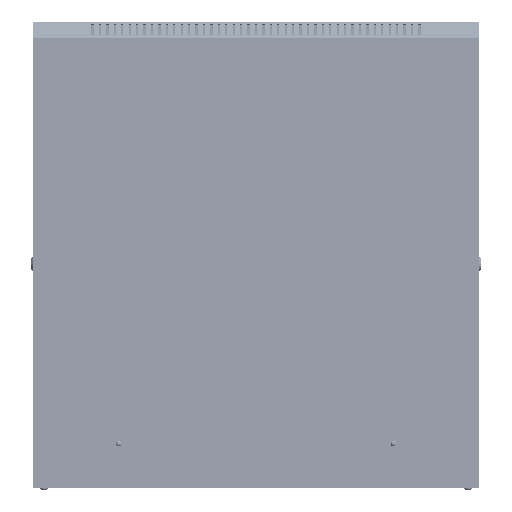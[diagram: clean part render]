
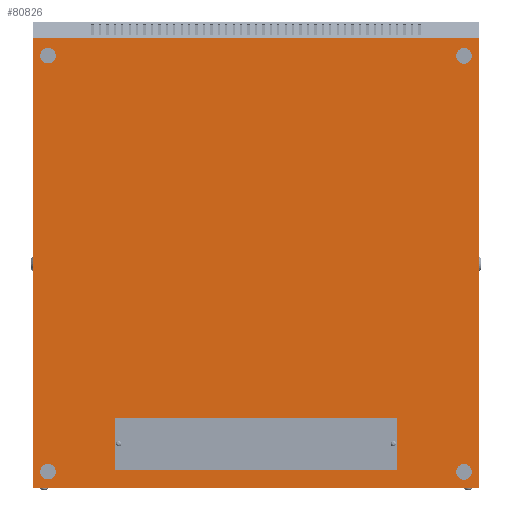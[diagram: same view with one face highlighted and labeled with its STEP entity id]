
A CAD part, front view. The second image highlights one B-rep face of the part: STEP entity #80826.
In plain terms, the highlighted planar face has unit normal (0, -1, 0).
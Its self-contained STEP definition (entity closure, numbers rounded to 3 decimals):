
#90 = ORIENTED_EDGE ( 'NONE', *, *, #54923, .T. ) ;
#231 = CARTESIAN_POINT ( 'NONE',  ( -190., 0., 95. ) ) ;
#3657 = LINE ( 'NONE', #85255, #132354 ) ;
#5966 = ORIENTED_EDGE ( 'NONE', *, *, #60142, .F. ) ;
#6873 = CIRCLE ( 'NONE', #120568, 3.25 ) ;
#8262 = DIRECTION ( 'NONE',  ( 0., 0., -1. ) ) ;
#9802 = VECTOR ( 'NONE', #163909, 1000. ) ;
#10357 = EDGE_LOOP ( 'NONE', ( #90, #93751 ) ) ;
#11709 = DIRECTION ( 'NONE',  ( 0., 0., -1. ) ) ;
#11758 = FACE_BOUND ( 'NONE', #10357, .T. ) ;
#14757 = DIRECTION ( 'NONE',  ( 0., 0., 1. ) ) ;
#15965 = CARTESIAN_POINT ( 'NONE',  ( 280., 0., 21.9 ) ) ;
#16091 = EDGE_LOOP ( 'NONE', ( #139236, #196678, #48847, #5966 ) ) ;
#17013 = CARTESIAN_POINT ( 'NONE',  ( 280., 0., 21.9 ) ) ;
#17985 = ORIENTED_EDGE ( 'NONE', *, *, #121065, .T. ) ;
#18690 = AXIS2_PLACEMENT_3D ( 'NONE', #163975, #179963, #84006 ) ;
#20200 = DIRECTION ( 'NONE',  ( 0., 1., 0. ) ) ;
#20608 = ORIENTED_EDGE ( 'NONE', *, *, #56755, .F. ) ;
#26063 = AXIS2_PLACEMENT_3D ( 'NONE', #206960, #111368, #14757 ) ;
#26300 = CIRCLE ( 'NONE', #129473, 3.25 ) ;
#28910 = LINE ( 'NONE', #43545, #194614 ) ;
#28967 = CARTESIAN_POINT ( 'NONE',  ( -280., 0., 578.65 ) ) ;
#30237 = ORIENTED_EDGE ( 'NONE', *, *, #54314, .T. ) ;
#30794 = ORIENTED_EDGE ( 'NONE', *, *, #57343, .F. ) ;
#32227 = DIRECTION ( 'NONE',  ( 0., 0., 1. ) ) ;
#33262 = DIRECTION ( 'NONE',  ( 0., 0., 1. ) ) ;
#34456 = CIRCLE ( 'NONE', #132808, 3.25 ) ;
#34835 = VECTOR ( 'NONE', #8262, 1000. ) ;
#37582 = VERTEX_POINT ( 'NONE', #110906 ) ;
#38178 = VERTEX_POINT ( 'NONE', #45880 ) ;
#40102 = ORIENTED_EDGE ( 'NONE', *, *, #159625, .T. ) ;
#41635 = LINE ( 'NONE', #50940, #74402 ) ;
#42709 = LINE ( 'NONE', #148584, #80564 ) ;
#43545 = CARTESIAN_POINT ( 'NONE',  ( -190., 0., 95. ) ) ;
#44671 = FACE_BOUND ( 'NONE', #16091, .T. ) ;
#45880 = CARTESIAN_POINT ( 'NONE',  ( 280., 0., 25.15 ) ) ;
#46544 = VERTEX_POINT ( 'NONE', #183105 ) ;
#48766 = VERTEX_POINT ( 'NONE', #78761 ) ;
#48847 = ORIENTED_EDGE ( 'NONE', *, *, #59842, .F. ) ;
#49740 = FACE_BOUND ( 'NONE', #180013, .T. ) ;
#49827 = DIRECTION ( 'NONE',  ( 0., 1., 0. ) ) ;
#50940 = CARTESIAN_POINT ( 'NONE',  ( 300., 0., 0. ) ) ;
#52165 = EDGE_CURVE ( 'NONE', #85586, #37582, #136488, .T. ) ;
#53968 = EDGE_CURVE ( 'NONE', #65730, #198420, #77827, .T. ) ;
#54314 = EDGE_CURVE ( 'NONE', #75869, #113627, #6873, .T. ) ;
#54923 = EDGE_CURVE ( 'NONE', #38178, #76068, #185197, .T. ) ;
#56755 = EDGE_CURVE ( 'NONE', #46544, #206131, #41635, .T. ) ;
#57343 = EDGE_CURVE ( 'NONE', #140234, #46544, #3657, .T. ) ;
#57640 = EDGE_CURVE ( 'NONE', #164854, #120358, #28910, .T. ) ;
#57812 = AXIS2_PLACEMENT_3D ( 'NONE', #177170, #81191, #193190 ) ;
#57906 = LINE ( 'NONE', #195263, #9802 ) ;
#59522 = EDGE_CURVE ( 'NONE', #48766, #164854, #158708, .T. ) ;
#59541 = CARTESIAN_POINT ( 'NONE',  ( -280., 0., 585.15 ) ) ;
#59842 = EDGE_CURVE ( 'NONE', #110481, #48766, #65577, .T. ) ;
#60142 = EDGE_CURVE ( 'NONE', #120358, #110481, #42709, .T. ) ;
#65577 = LINE ( 'NONE', #91976, #178456 ) ;
#65677 = CARTESIAN_POINT ( 'NONE',  ( 280., 0., 581.9 ) ) ;
#65730 = VERTEX_POINT ( 'NONE', #59541 ) ;
#67801 = PLANE ( 'NONE',  #18690 ) ;
#68558 = DIRECTION ( 'NONE',  ( 1., 0., 0. ) ) ;
#69582 = AXIS2_PLACEMENT_3D ( 'NONE', #73804, #185932, #90030 ) ;
#73804 = CARTESIAN_POINT ( 'NONE',  ( -280., 0., 581.9 ) ) ;
#74402 = VECTOR ( 'NONE', #131131, 1000. ) ;
#75869 = VERTEX_POINT ( 'NONE', #174745 ) ;
#76068 = VERTEX_POINT ( 'NONE', #84262 ) ;
#76670 = CARTESIAN_POINT ( 'NONE',  ( 300., 0., 606.5 ) ) ;
#77827 = CIRCLE ( 'NONE', #192723, 3.25 ) ;
#78761 = CARTESIAN_POINT ( 'NONE',  ( 190., 0., 95. ) ) ;
#80564 = VECTOR ( 'NONE', #68558, 1000. ) ;
#80826 = ADVANCED_FACE ( 'NONE', ( #49740, #135324, #130287, #11758, #87578, #44671 ), #67801, .F. ) ;
#81191 = DIRECTION ( 'NONE',  ( 0., 1., 0. ) ) ;
#81864 = DIRECTION ( 'NONE',  ( 0., 0., 1. ) ) ;
#82770 = VERTEX_POINT ( 'NONE', #194283 ) ;
#82852 = LINE ( 'NONE', #121123, #34835 ) ;
#84006 = DIRECTION ( 'NONE',  ( 0., 0., 1. ) ) ;
#84262 = CARTESIAN_POINT ( 'NONE',  ( 280., 0., 18.65 ) ) ;
#85255 = CARTESIAN_POINT ( 'NONE',  ( 300., 0., 606.5 ) ) ;
#85586 = VERTEX_POINT ( 'NONE', #108508 ) ;
#87578 = FACE_OUTER_BOUND ( 'NONE', #98520, .T. ) ;
#88263 = CIRCLE ( 'NONE', #57812, 3.25 ) ;
#90030 = DIRECTION ( 'NONE',  ( 0., 0., 1. ) ) ;
#91976 = CARTESIAN_POINT ( 'NONE',  ( 190., 0., 95. ) ) ;
#93751 = ORIENTED_EDGE ( 'NONE', *, *, #181359, .T. ) ;
#98520 = EDGE_LOOP ( 'NONE', ( #17985, #20608, #30794, #131622 ) ) ;
#105873 = CARTESIAN_POINT ( 'NONE',  ( 280., 0., 578.65 ) ) ;
#108508 = CARTESIAN_POINT ( 'NONE',  ( -280., 0., 25.15 ) ) ;
#110481 = VERTEX_POINT ( 'NONE', #187788 ) ;
#110906 = CARTESIAN_POINT ( 'NONE',  ( -280., 0., 18.65 ) ) ;
#111368 = DIRECTION ( 'NONE',  ( 0., 1., 0. ) ) ;
#111787 = EDGE_LOOP ( 'NONE', ( #30237, #146222 ) ) ;
#113627 = VERTEX_POINT ( 'NONE', #105873 ) ;
#116814 = CARTESIAN_POINT ( 'NONE',  ( -280., 0., 581.9 ) ) ;
#120358 = VERTEX_POINT ( 'NONE', #149363 ) ;
#120568 = AXIS2_PLACEMENT_3D ( 'NONE', #146032, #49827, #162179 ) ;
#121065 = EDGE_CURVE ( 'NONE', #82770, #206131, #82852, .T. ) ;
#121123 = CARTESIAN_POINT ( 'NONE',  ( -300., 0., 606.5 ) ) ;
#122083 = EDGE_LOOP ( 'NONE', ( #135850, #185925 ) ) ;
#124613 = CIRCLE ( 'NONE', #69582, 3.25 ) ;
#128715 = DIRECTION ( 'NONE',  ( 0., 1., 0. ) ) ;
#129473 = AXIS2_PLACEMENT_3D ( 'NONE', #65677, #177876, #81864 ) ;
#129768 = DIRECTION ( 'NONE',  ( 0., 1., 0. ) ) ;
#130287 = FACE_BOUND ( 'NONE', #111787, .T. ) ;
#131131 = DIRECTION ( 'NONE',  ( -1., 0., 0. ) ) ;
#131622 = ORIENTED_EDGE ( 'NONE', *, *, #159708, .T. ) ;
#132354 = VECTOR ( 'NONE', #181203, 1000. ) ;
#132808 = AXIS2_PLACEMENT_3D ( 'NONE', #15965, #128715, #32227 ) ;
#132922 = DIRECTION ( 'NONE',  ( 0., 0., 1. ) ) ;
#135324 = FACE_BOUND ( 'NONE', #122083, .T. ) ;
#135850 = ORIENTED_EDGE ( 'NONE', *, *, #53968, .T. ) ;
#136488 = CIRCLE ( 'NONE', #26063, 3.25 ) ;
#137483 = CARTESIAN_POINT ( 'NONE',  ( -190., 0., 95. ) ) ;
#139236 = ORIENTED_EDGE ( 'NONE', *, *, #57640, .F. ) ;
#140234 = VERTEX_POINT ( 'NONE', #76670 ) ;
#146032 = CARTESIAN_POINT ( 'NONE',  ( 280., 0., 581.9 ) ) ;
#146222 = ORIENTED_EDGE ( 'NONE', *, *, #176404, .T. ) ;
#148584 = CARTESIAN_POINT ( 'NONE',  ( -190., 0., 25. ) ) ;
#149363 = CARTESIAN_POINT ( 'NONE',  ( -190., 0., 25. ) ) ;
#156516 = DIRECTION ( 'NONE',  ( 0., 0., 1. ) ) ;
#158708 = LINE ( 'NONE', #231, #200980 ) ;
#159625 = EDGE_CURVE ( 'NONE', #37582, #85586, #88263, .T. ) ;
#159708 = EDGE_CURVE ( 'NONE', #140234, #82770, #57906, .T. ) ;
#160801 = DIRECTION ( 'NONE',  ( -1., 0., 0. ) ) ;
#162179 = DIRECTION ( 'NONE',  ( 0., 0., 1. ) ) ;
#163909 = DIRECTION ( 'NONE',  ( -1., 0., 0. ) ) ;
#163975 = CARTESIAN_POINT ( 'NONE',  ( 300., 0., 606.5 ) ) ;
#164854 = VERTEX_POINT ( 'NONE', #137483 ) ;
#166073 = EDGE_CURVE ( 'NONE', #198420, #65730, #124613, .T. ) ;
#174745 = CARTESIAN_POINT ( 'NONE',  ( 280., 0., 585.15 ) ) ;
#176404 = EDGE_CURVE ( 'NONE', #113627, #75869, #26300, .T. ) ;
#177170 = CARTESIAN_POINT ( 'NONE',  ( -280., 0., 21.9 ) ) ;
#177876 = DIRECTION ( 'NONE',  ( 0., 1., 0. ) ) ;
#178456 = VECTOR ( 'NONE', #156516, 1000. ) ;
#179963 = DIRECTION ( 'NONE',  ( 0., 1., 0. ) ) ;
#180013 = EDGE_LOOP ( 'NONE', ( #195700, #40102 ) ) ;
#181203 = DIRECTION ( 'NONE',  ( 0., 0., -1. ) ) ;
#181359 = EDGE_CURVE ( 'NONE', #76068, #38178, #34456, .T. ) ;
#183105 = CARTESIAN_POINT ( 'NONE',  ( 300., 0., 0. ) ) ;
#185197 = CIRCLE ( 'NONE', #187564, 3.25 ) ;
#185925 = ORIENTED_EDGE ( 'NONE', *, *, #166073, .T. ) ;
#185932 = DIRECTION ( 'NONE',  ( 0., 1., 0. ) ) ;
#187564 = AXIS2_PLACEMENT_3D ( 'NONE', #17013, #129768, #33262 ) ;
#187788 = CARTESIAN_POINT ( 'NONE',  ( 190., 0., 25. ) ) ;
#192723 = AXIS2_PLACEMENT_3D ( 'NONE', #116814, #20200, #132922 ) ;
#193190 = DIRECTION ( 'NONE',  ( 0., 0., 1. ) ) ;
#194283 = CARTESIAN_POINT ( 'NONE',  ( -300., 0., 606.5 ) ) ;
#194614 = VECTOR ( 'NONE', #11709, 1000. ) ;
#195263 = CARTESIAN_POINT ( 'NONE',  ( 300., 0., 606.5 ) ) ;
#195700 = ORIENTED_EDGE ( 'NONE', *, *, #52165, .T. ) ;
#196678 = ORIENTED_EDGE ( 'NONE', *, *, #59522, .F. ) ;
#198420 = VERTEX_POINT ( 'NONE', #28967 ) ;
#200980 = VECTOR ( 'NONE', #160801, 1000. ) ;
#204768 = CARTESIAN_POINT ( 'NONE',  ( -300., 0., 0. ) ) ;
#206131 = VERTEX_POINT ( 'NONE', #204768 ) ;
#206960 = CARTESIAN_POINT ( 'NONE',  ( -280., 0., 21.9 ) ) ;
